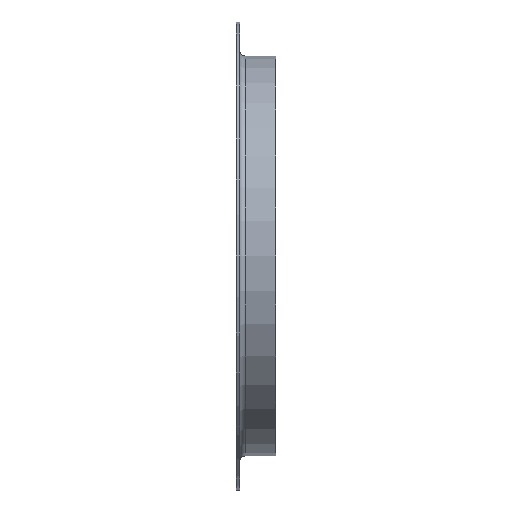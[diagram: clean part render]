
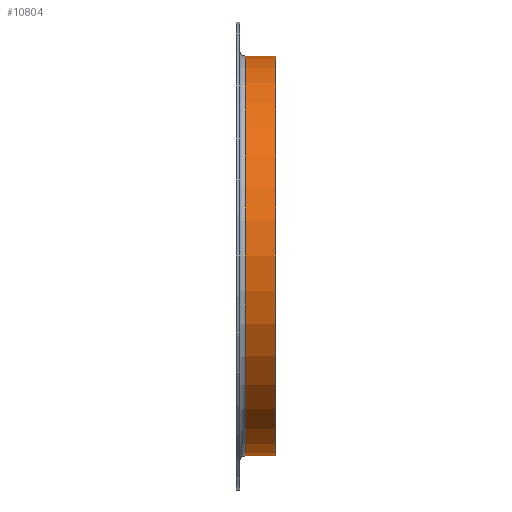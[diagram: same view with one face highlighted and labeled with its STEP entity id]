
A CAD part, front view. The second image highlights one B-rep face of the part: STEP entity #10804.
In plain terms, the highlighted cylindrical face has radius 228.6 mm (diameter 457.2 mm), a full revolution.
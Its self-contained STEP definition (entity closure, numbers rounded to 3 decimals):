
#374 = DIRECTION ( 'NONE',  ( -1., 0., 0. ) ) ;
#568 = DIRECTION ( 'NONE',  ( 0., 0., 1. ) ) ;
#660 = CARTESIAN_POINT ( 'NONE',  ( 10., 0., 228.6 ) ) ;
#1495 = CYLINDRICAL_SURFACE ( 'NONE', #6873, 228.6 ) ;
#2199 = DIRECTION ( 'NONE',  ( -1., 0., 0. ) ) ;
#2769 = VERTEX_POINT ( 'NONE', #660 ) ;
#2908 = CIRCLE ( 'NONE', #10598, 228.6 ) ;
#4303 = CARTESIAN_POINT ( 'NONE',  ( 45., 0., 0. ) ) ;
#4783 = CARTESIAN_POINT ( 'NONE',  ( 0., 0., 0. ) ) ;
#5953 = EDGE_CURVE ( 'NONE', #2769, #2769, #2908, .T. ) ;
#5968 = CARTESIAN_POINT ( 'NONE',  ( 45., 0., 228.6 ) ) ;
#6271 = EDGE_LOOP ( 'NONE', ( #12388 ) ) ;
#6873 = AXIS2_PLACEMENT_3D ( 'NONE', #4783, #374, #568 ) ;
#7811 = DIRECTION ( 'NONE',  ( 0., 0., 1. ) ) ;
#8113 = VERTEX_POINT ( 'NONE', #5968 ) ;
#8216 = FACE_OUTER_BOUND ( 'NONE', #11930, .T. ) ;
#8628 = CARTESIAN_POINT ( 'NONE',  ( 10., 0., 0. ) ) ;
#8833 = EDGE_CURVE ( 'NONE', #8113, #8113, #13703, .T. ) ;
#10598 = AXIS2_PLACEMENT_3D ( 'NONE', #8628, #13913, #12897 ) ;
#10804 = ADVANCED_FACE ( 'NONE', ( #11446, #8216 ), #1495, .T. ) ;
#11446 = FACE_OUTER_BOUND ( 'NONE', #6271, .T. ) ;
#11860 = ORIENTED_EDGE ( 'NONE', *, *, #8833, .T. ) ;
#11930 = EDGE_LOOP ( 'NONE', ( #11860 ) ) ;
#12388 = ORIENTED_EDGE ( 'NONE', *, *, #5953, .F. ) ;
#12897 = DIRECTION ( 'NONE',  ( 0., 0., 1. ) ) ;
#12996 = AXIS2_PLACEMENT_3D ( 'NONE', #4303, #2199, #7811 ) ;
#13703 = CIRCLE ( 'NONE', #12996, 228.6 ) ;
#13913 = DIRECTION ( 'NONE',  ( -1., 0., 0. ) ) ;
